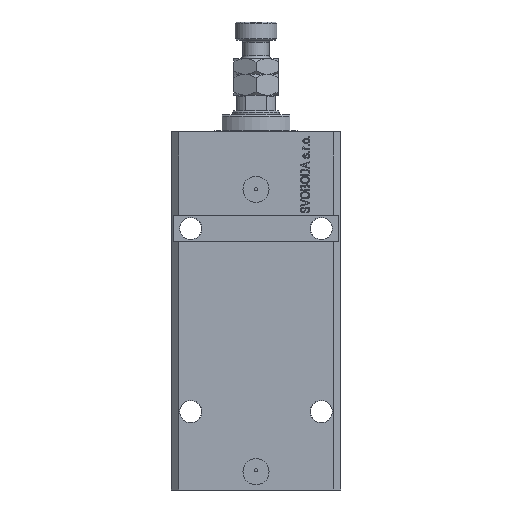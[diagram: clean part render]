
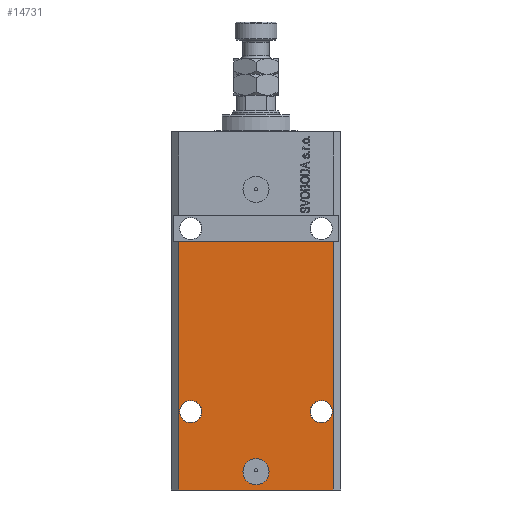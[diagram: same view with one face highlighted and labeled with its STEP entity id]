
A CAD part, front view. The second image highlights one B-rep face of the part: STEP entity #14731.
In plain terms, the highlighted planar face has unit normal (0, -1, 0).
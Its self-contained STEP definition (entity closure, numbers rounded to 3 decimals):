
#1019 = EDGE_LOOP ( 'NONE', ( #22090, #24954 ) ) ;
#1246 = CARTESIAN_POINT ( 'NONE',  ( -32.5, -22.5, -42. ) ) ;
#2158 = DIRECTION ( 'NONE',  ( 0., -1., 0. ) ) ;
#2516 = AXIS2_PLACEMENT_3D ( 'NONE', #3144, #42229, #30117 ) ;
#3120 = EDGE_CURVE ( 'NONE', #48953, #7961, #13783, .T. ) ;
#3144 = CARTESIAN_POINT ( 'NONE',  ( 0., -22.5, -130. ) ) ;
#3342 = CIRCLE ( 'NONE', #2516, 5. ) ;
#4617 = CARTESIAN_POINT ( 'NONE',  ( 25., -22.5, -107. ) ) ;
#4700 = PLANE ( 'NONE',  #9190 ) ;
#4830 = CARTESIAN_POINT ( 'NONE',  ( 20.75, -22.5, -107. ) ) ;
#5460 = CARTESIAN_POINT ( 'NONE',  ( 29.5, -22.5, -137. ) ) ;
#5648 = CARTESIAN_POINT ( 'NONE',  ( 5., -22.5, -130. ) ) ;
#5821 = CARTESIAN_POINT ( 'NONE',  ( -29.5, -22.5, -137. ) ) ;
#5844 = EDGE_CURVE ( 'NONE', #13917, #23744, #44158, .T. ) ;
#5913 = VECTOR ( 'NONE', #17223, 1000. ) ;
#6183 = CARTESIAN_POINT ( 'NONE',  ( -25., -22.5, -107. ) ) ;
#6328 = CARTESIAN_POINT ( 'NONE',  ( 0., -22.5, -130. ) ) ;
#6441 = CIRCLE ( 'NONE', #40255, 4.25 ) ;
#6580 = VECTOR ( 'NONE', #11151, 1000. ) ;
#6815 = ORIENTED_EDGE ( 'NONE', *, *, #5844, .F. ) ;
#7209 = EDGE_CURVE ( 'NONE', #15880, #41585, #3342, .T. ) ;
#7641 = DIRECTION ( 'NONE',  ( 1., 0., 0. ) ) ;
#7961 = VERTEX_POINT ( 'NONE', #40004 ) ;
#7988 = VERTEX_POINT ( 'NONE', #5460 ) ;
#8679 = EDGE_CURVE ( 'NONE', #7988, #15259, #45715, .T. ) ;
#9190 = AXIS2_PLACEMENT_3D ( 'NONE', #44696, #10140, #12756 ) ;
#9765 = CARTESIAN_POINT ( 'NONE',  ( 29.25, -22.5, -107. ) ) ;
#10140 = DIRECTION ( 'NONE',  ( 0., -1., 0. ) ) ;
#10266 = AXIS2_PLACEMENT_3D ( 'NONE', #4617, #49779, #7641 ) ;
#10809 = ORIENTED_EDGE ( 'NONE', *, *, #39474, .F. ) ;
#11151 = DIRECTION ( 'NONE',  ( 0., 0., 1. ) ) ;
#11897 = CIRCLE ( 'NONE', #10266, 4.25 ) ;
#12756 = DIRECTION ( 'NONE',  ( 1., 0., 0. ) ) ;
#12943 = CARTESIAN_POINT ( 'NONE',  ( -29.5, -22.5, -137. ) ) ;
#13006 = ORIENTED_EDGE ( 'NONE', *, *, #13357, .T. ) ;
#13357 = EDGE_CURVE ( 'NONE', #13917, #7988, #28815, .T. ) ;
#13783 = CIRCLE ( 'NONE', #48438, 4.25 ) ;
#13917 = VERTEX_POINT ( 'NONE', #29394 ) ;
#13946 = ORIENTED_EDGE ( 'NONE', *, *, #8679, .T. ) ;
#14110 = DIRECTION ( 'NONE',  ( 0., 0., 1. ) ) ;
#14731 = ADVANCED_FACE ( 'NONE', ( #35447, #31672, #35700, #31919 ), #4700, .T. ) ;
#14977 = AXIS2_PLACEMENT_3D ( 'NONE', #23666, #42599, #23923 ) ;
#15259 = VERTEX_POINT ( 'NONE', #46141 ) ;
#15880 = VERTEX_POINT ( 'NONE', #32901 ) ;
#16205 = VECTOR ( 'NONE', #14110, 1000. ) ;
#16483 = ORIENTED_EDGE ( 'NONE', *, *, #37992, .F. ) ;
#16881 = LINE ( 'NONE', #1246, #31871 ) ;
#17223 = DIRECTION ( 'NONE',  ( 1., 0., 0. ) ) ;
#18187 = VERTEX_POINT ( 'NONE', #9765 ) ;
#18437 = VERTEX_POINT ( 'NONE', #4830 ) ;
#21706 = DIRECTION ( 'NONE',  ( 1., 0., 0. ) ) ;
#22090 = ORIENTED_EDGE ( 'NONE', *, *, #42632, .F. ) ;
#23666 = CARTESIAN_POINT ( 'NONE',  ( -25., -22.5, -107. ) ) ;
#23714 = DIRECTION ( 'NONE',  ( 0., -1., 0. ) ) ;
#23744 = VERTEX_POINT ( 'NONE', #27355 ) ;
#23923 = DIRECTION ( 'NONE',  ( -1., 0., 0. ) ) ;
#24954 = ORIENTED_EDGE ( 'NONE', *, *, #47503, .F. ) ;
#25351 = DIRECTION ( 'NONE',  ( -1., 0., 0. ) ) ;
#27355 = CARTESIAN_POINT ( 'NONE',  ( -29.5, -22.5, -42. ) ) ;
#27508 = DIRECTION ( 'NONE',  ( 1., 0., 0. ) ) ;
#28563 = EDGE_LOOP ( 'NONE', ( #16483, #6815, #13006, #13946 ) ) ;
#28815 = LINE ( 'NONE', #12943, #5913 ) ;
#29394 = CARTESIAN_POINT ( 'NONE',  ( -29.5, -22.5, -137. ) ) ;
#30117 = DIRECTION ( 'NONE',  ( 1., 0., 0. ) ) ;
#30813 = CARTESIAN_POINT ( 'NONE',  ( 29.5, -22.5, -137. ) ) ;
#31672 = FACE_BOUND ( 'NONE', #1019, .T. ) ;
#31871 = VECTOR ( 'NONE', #35286, 1000. ) ;
#31919 = FACE_OUTER_BOUND ( 'NONE', #28563, .T. ) ;
#32555 = ORIENTED_EDGE ( 'NONE', *, *, #35570, .F. ) ;
#32901 = CARTESIAN_POINT ( 'NONE',  ( -5., -22.5, -130. ) ) ;
#34490 = ORIENTED_EDGE ( 'NONE', *, *, #7209, .F. ) ;
#35286 = DIRECTION ( 'NONE',  ( 1., 0., 0. ) ) ;
#35345 = EDGE_LOOP ( 'NONE', ( #32555, #34490 ) ) ;
#35447 = FACE_BOUND ( 'NONE', #35345, .T. ) ;
#35570 = EDGE_CURVE ( 'NONE', #41585, #15880, #35690, .T. ) ;
#35690 = CIRCLE ( 'NONE', #46173, 5. ) ;
#35700 = FACE_BOUND ( 'NONE', #39512, .T. ) ;
#37992 = EDGE_CURVE ( 'NONE', #23744, #15259, #16881, .T. ) ;
#39474 = EDGE_CURVE ( 'NONE', #7961, #48953, #41586, .T. ) ;
#39512 = EDGE_LOOP ( 'NONE', ( #45350, #10809 ) ) ;
#39582 = CARTESIAN_POINT ( 'NONE',  ( -20.75, -22.5, -107. ) ) ;
#40004 = CARTESIAN_POINT ( 'NONE',  ( -29.25, -22.5, -107. ) ) ;
#40255 = AXIS2_PLACEMENT_3D ( 'NONE', #43657, #23714, #27508 ) ;
#41124 = DIRECTION ( 'NONE',  ( 0., -1., 0. ) ) ;
#41585 = VERTEX_POINT ( 'NONE', #5648 ) ;
#41586 = CIRCLE ( 'NONE', #14977, 4.25 ) ;
#42229 = DIRECTION ( 'NONE',  ( 0., -1., 0. ) ) ;
#42599 = DIRECTION ( 'NONE',  ( 0., -1., 0. ) ) ;
#42632 = EDGE_CURVE ( 'NONE', #18187, #18437, #11897, .T. ) ;
#43657 = CARTESIAN_POINT ( 'NONE',  ( 25., -22.5, -107. ) ) ;
#44158 = LINE ( 'NONE', #5821, #16205 ) ;
#44696 = CARTESIAN_POINT ( 'NONE',  ( -29.5, -22.5, -137. ) ) ;
#45350 = ORIENTED_EDGE ( 'NONE', *, *, #3120, .F. ) ;
#45715 = LINE ( 'NONE', #30813, #6580 ) ;
#46141 = CARTESIAN_POINT ( 'NONE',  ( 29.5, -22.5, -42. ) ) ;
#46173 = AXIS2_PLACEMENT_3D ( 'NONE', #6328, #41124, #21706 ) ;
#47503 = EDGE_CURVE ( 'NONE', #18437, #18187, #6441, .T. ) ;
#48438 = AXIS2_PLACEMENT_3D ( 'NONE', #6183, #2158, #25351 ) ;
#48953 = VERTEX_POINT ( 'NONE', #39582 ) ;
#49779 = DIRECTION ( 'NONE',  ( 0., -1., 0. ) ) ;
